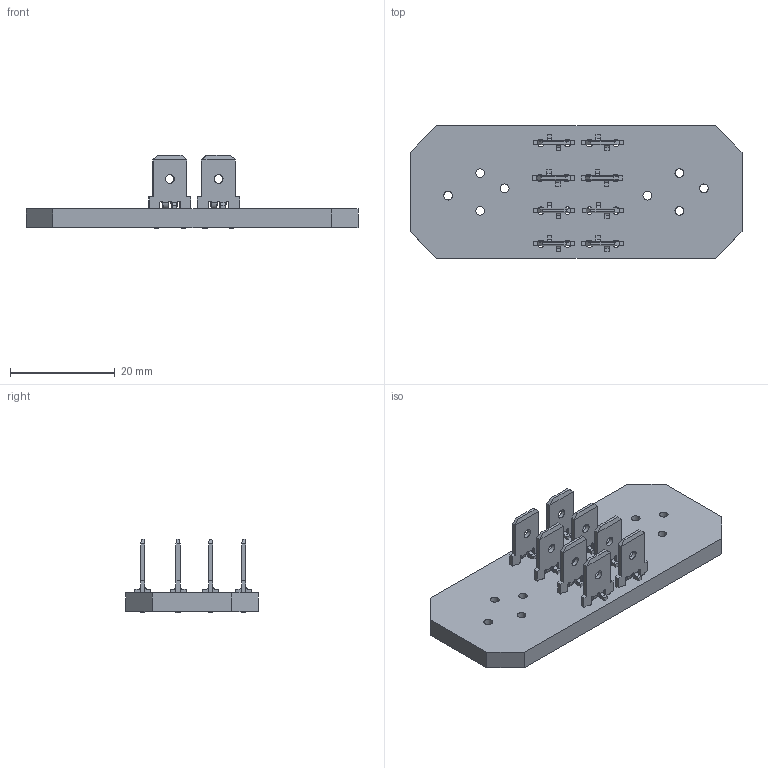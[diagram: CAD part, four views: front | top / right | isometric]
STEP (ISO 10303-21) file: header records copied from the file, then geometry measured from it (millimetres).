
FILE_DESCRIPTION(('Open CASCADE Model'),'2;1');
FILE_NAME('Open CASCADE Shape Model','2024-01-19T23:39:43',('Author'),( 'Open CASCADE'),'Open CASCADE STEP processor 7.5','Open CASCADE 7.5' ,'Unknown');
FILE_SCHEMA(('AUTOMOTIVE_DESIGN { 1 0 10303 214 1 1 1 1 }'));
Length unit declared in the file: millimetre
Products named in the file (12): PCB; Board; Open CASCADE STEP translator 7.5 1.1.1; BP8; c-63824-1-ad-3d; BP7; BP6; BP5; BP4; BP3; BP2; BP1
Assembly tree (18 placements, depth 3):
  PCB
    Board
      Open CASCADE STEP translator 7.5 1.1.1
    BP8
      c-63824-1-ad-3d
    BP7
      c-63824-1-ad-3d
    BP6
      c-63824-1-ad-3d
    BP5
      c-63824-1-ad-3d
    BP4
      c-63824-1-ad-3d
    BP3
      c-63824-1-ad-3d
    BP2
      c-63824-1-ad-3d
    BP1
      c-63824-1-ad-3d
Bounding box: 63.5 x 25.4 x 14.02 mm (x, y, z)
Volume: 5970 mm3; surface area: 5610.9 mm2
Topology: 9 solids, 9 shells, 450 faces, 1264 edges, 832 vertices
Faces by surface type: plane 322, cylinder 128
Full cylindrical faces by diameter (mm): 1.4 x16, 1.652 x8
Entity records: 3197 total; most frequent: CARTESIAN_POINT 532, DIRECTION 522, ORIENTED_EDGE 484, EDGE_CURVE 242, AXIS2_PLACEMENT_3D 179, LINE 164, VECTOR 164, VERTEX_POINT 160
